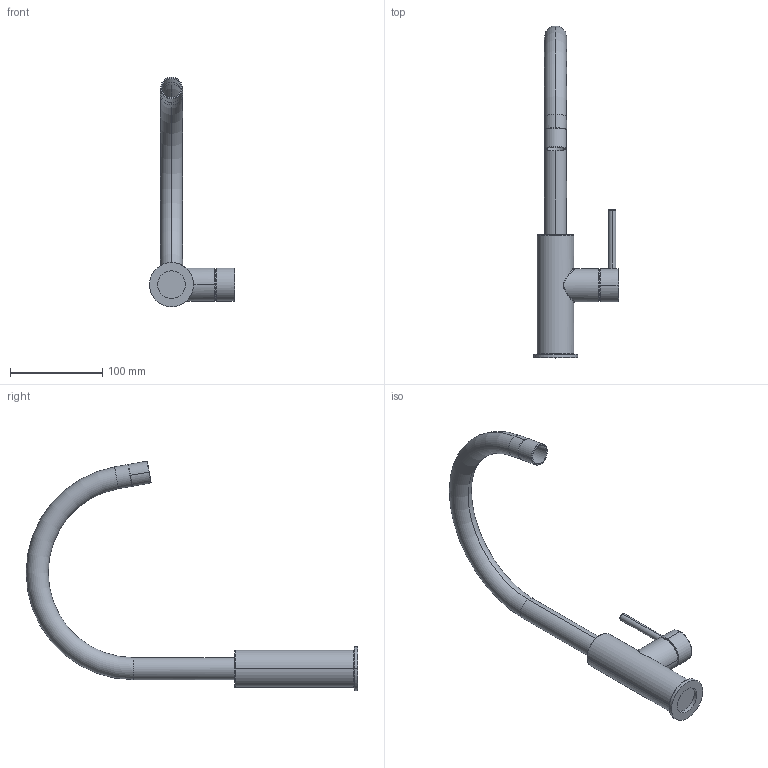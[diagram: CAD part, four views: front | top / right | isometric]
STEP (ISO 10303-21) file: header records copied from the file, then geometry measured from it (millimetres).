
FILE_DESCRIPTION(('STEP AP242'),'1');
FILE_NAME('Namor 5.STP','2024-04-12T10:04:51',(' '),(' '),'Spatial InterOp 3D',' ',' ');
FILE_SCHEMA(('AP242_MANAGED_MODEL_BASED_3D_ENGINEERING_MIM_LF {1 0 10303 442 1 1 4}'));
Length unit declared in the file: millimetre
Products named in the file (2): Namor 5; ASSEM1
Assembly tree (1 placements, depth 2):
  Namor 5
    ASSEM1
Bounding box: 92.51 x 360.49 x 249.38 mm (x, y, z)
Volume: 255178.7 mm3; surface area: 96168.2 mm2
Topology: 1 solids, 8 shells, 102 faces, 266 edges, 182 vertices
Faces by surface type: torus 48, cylinder 26, plane 19, bspline 4, cone 3, sphere 2
Entity records: 4091 total; most frequent: CARTESIAN_POINT 1463, DIRECTION 621, ORIENTED_EDGE 484, AXIS2_PLACEMENT_3D 279, EDGE_CURVE 266, VERTEX_POINT 182, CIRCLE 179, EDGE_LOOP 110
